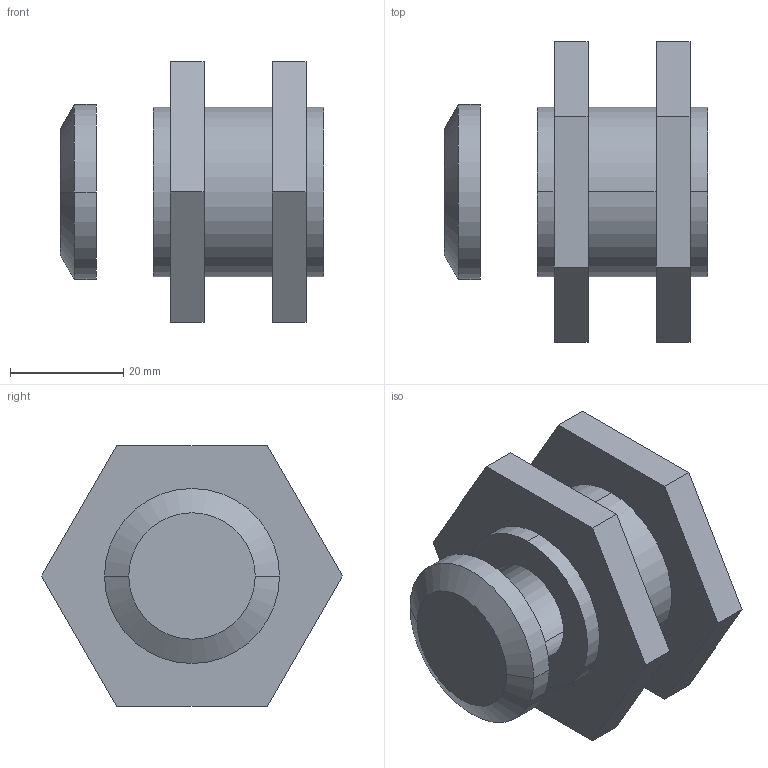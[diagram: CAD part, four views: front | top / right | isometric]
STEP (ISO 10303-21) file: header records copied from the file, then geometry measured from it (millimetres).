
FILE_DESCRIPTION((''),'2;1');
FILE_NAME('CAD-8036_ASM','2021-10-18T11:23:06',('creinig-se'),(''),'CREO PARAMETRIC BY PTC INC, 2019292','CREO PARAMETRIC BY PTC INC, 2019292','');
FILE_SCHEMA(('CONFIG_CONTROL_DESIGN','SHAPE_APPEARANCE_LAYERS_GROUPS'));
Length unit declared in the file: millimetre
Products named in the file (3): CAD-8036_1; CAD-8036_2; CAD-8036_ASM
Assembly tree (2 placements, depth 2):
  CAD-8036_ASM
    CAD-8036_1
    CAD-8036_2
Bounding box: 46.45 x 53.12 x 46 mm (x, y, z)
Volume: 29931.4 mm3; surface area: 12988.8 mm2
Topology: 2 solids, 2 shells, 35 faces, 76 edges, 50 vertices
Faces by surface type: plane 21, cylinder 12, cone 2
Entity records: 1523 total; most frequent: DIRECTION 182, CARTESIAN_POINT 166, ORIENTED_EDGE 152, PRESENTATION_STYLE_ASSIGNMENT 94, STYLED_ITEM 78, CURVE_STYLE 76, EDGE_CURVE 76, AXIS2_PLACEMENT_3D 66
